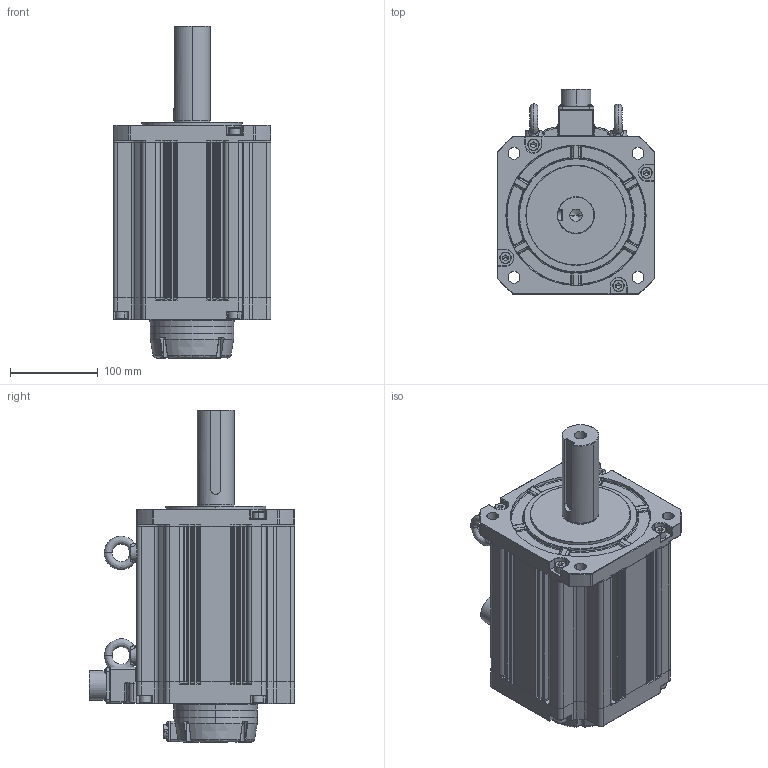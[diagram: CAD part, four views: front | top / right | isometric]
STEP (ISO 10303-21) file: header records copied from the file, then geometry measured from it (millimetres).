
FILE_DESCRIPTION (( 'STEP AP203' ), '1' );
FILE_NAME ('SV-X6MM750H-N4LD.STEP', '2021-10-13T07:47:16', ( 'China' ), ( 'Microsoft' ), 'SwSTEP 2.0', 'SolidWorks 2016', '' );
FILE_SCHEMA (( 'CONFIG_CONTROL_DESIGN' ));
Products named in the file (1): SV-X6MM750H-N4LD
Bounding box: 180 x 233.9 x 378.6 mm (x, y, z)
Volume: 6779264.7 mm3; surface area: 301259 mm2
Topology: 1 solids, 3 shells, 2711 faces, 7287 edges, 4569 vertices
Faces by surface type: cylinder 1051, plane 912, bspline 454, cone 194, torus 77, sphere 23
Entity records: 107995 total; most frequent: CARTESIAN_POINT 45206, ORIENTED_EDGE 14404, DIRECTION 11651, EDGE_CURVE 7202, VERTEX_POINT 4561, AXIS2_PLACEMENT_3D 4254, VECTOR 3143, LINE 3143
